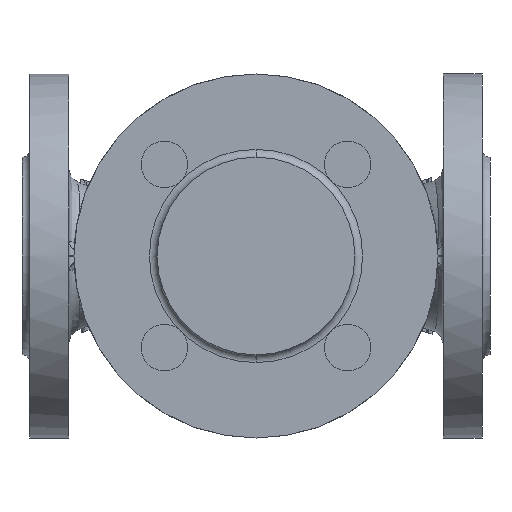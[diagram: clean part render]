
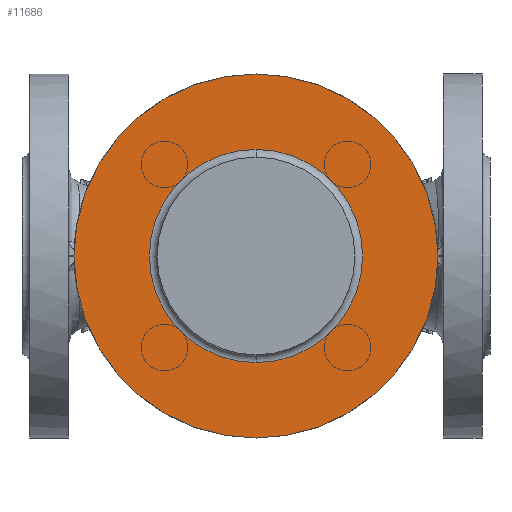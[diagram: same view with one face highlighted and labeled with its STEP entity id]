
A CAD part, front view. The second image highlights one B-rep face of the part: STEP entity #11686.
In plain terms, the highlighted planar face has unit normal (0, -1, 0).
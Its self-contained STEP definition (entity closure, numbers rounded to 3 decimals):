
#666 = CARTESIAN_POINT ( 'NONE',  ( -0.001, -92.219, -70.21 ) ) ;
#1906 = CARTESIAN_POINT ( 'NONE',  ( -0.001, -92.219, 0. ) ) ;
#1907 = DIRECTION ( 'NONE',  ( 0., 1., 0. ) ) ;
#1908 = DIRECTION ( 'NONE',  ( 0., 0., 1. ) ) ;
#1909 = CARTESIAN_POINT ( 'NONE',  ( -0.001, -92.219, 0. ) ) ;
#1910 = DIRECTION ( 'NONE',  ( 0., -1., 0. ) ) ;
#1911 = DIRECTION ( 'NONE',  ( 0., 0., -1. ) ) ;
#4507 = VERTEX_POINT ( 'NONE', #98992 ) ;
#7407 = AXIS2_PLACEMENT_3D ( 'NONE', #44371, #15115, #15117 ) ;
#11686 = ADVANCED_FACE ( 'NONE', ( #44372, #71000 ), #72205, .F. ) ;
#15115 = DIRECTION ( 'NONE',  ( 0., 1., 0. ) ) ;
#15117 = DIRECTION ( 'NONE',  ( 0., 0., 1. ) ) ;
#24188 = EDGE_CURVE ( 'NONE', #44713, #44716, #77580, .T. ) ;
#25207 = EDGE_CURVE ( 'NONE', #76412, #4507, #77402, .T. ) ;
#28475 = DIRECTION ( 'NONE',  ( 0., 0., 1. ) ) ;
#32306 = EDGE_LOOP ( 'NONE', ( #32498, #32495 ) ) ;
#32318 = EDGE_LOOP ( 'NONE', ( #32492, #32489 ) ) ;
#32489 = ORIENTED_EDGE ( 'NONE', *, *, #80843, .T. ) ;
#32492 = ORIENTED_EDGE ( 'NONE', *, *, #25207, .T. ) ;
#32495 = ORIENTED_EDGE ( 'NONE', *, *, #24188, .T. ) ;
#32498 = ORIENTED_EDGE ( 'NONE', *, *, #80841, .T. ) ;
#32656 = CARTESIAN_POINT ( 'NONE',  ( -0.001, -92.219, 0. ) ) ;
#32658 = DIRECTION ( 'NONE',  ( 0., -1., 0. ) ) ;
#32660 = DIRECTION ( 'NONE',  ( 0., 0., -1. ) ) ;
#44371 = CARTESIAN_POINT ( 'NONE',  ( 70.209, -92.219, 0. ) ) ;
#44372 = FACE_BOUND ( 'NONE', #32306, .T. ) ;
#44713 = VERTEX_POINT ( 'NONE', #54234 ) ;
#44716 = VERTEX_POINT ( 'NONE', #54237 ) ;
#54234 = CARTESIAN_POINT ( 'NONE',  ( -0.001, -92.219, -41.123 ) ) ;
#54237 = CARTESIAN_POINT ( 'NONE',  ( -0.001, -92.219, 41.123 ) ) ;
#61302 = DIRECTION ( 'NONE',  ( 0., 1., 0. ) ) ;
#62529 = CARTESIAN_POINT ( 'NONE',  ( -0.001, -92.219, 0. ) ) ;
#71000 = FACE_OUTER_BOUND ( 'NONE', #32318, .T. ) ;
#71156 = AXIS2_PLACEMENT_3D ( 'NONE', #1909, #1910, #1911 ) ;
#71158 = AXIS2_PLACEMENT_3D ( 'NONE', #1906, #1907, #1908 ) ;
#71159 = CIRCLE ( 'NONE', #71156, 70.21 ) ;
#71160 = CIRCLE ( 'NONE', #71158, 41.123 ) ;
#72205 = PLANE ( 'NONE',  #7407 ) ;
#76412 = VERTEX_POINT ( 'NONE', #666 ) ;
#77366 = AXIS2_PLACEMENT_3D ( 'NONE', #32656, #32658, #32660 ) ;
#77402 = CIRCLE ( 'NONE', #77366, 70.21 ) ;
#77576 = AXIS2_PLACEMENT_3D ( 'NONE', #62529, #61302, #28475 ) ;
#77580 = CIRCLE ( 'NONE', #77576, 41.123 ) ;
#80841 = EDGE_CURVE ( 'NONE', #44716, #44713, #71160, .T. ) ;
#80843 = EDGE_CURVE ( 'NONE', #4507, #76412, #71159, .T. ) ;
#98992 = CARTESIAN_POINT ( 'NONE',  ( -0.001, -92.219, 70.21 ) ) ;
